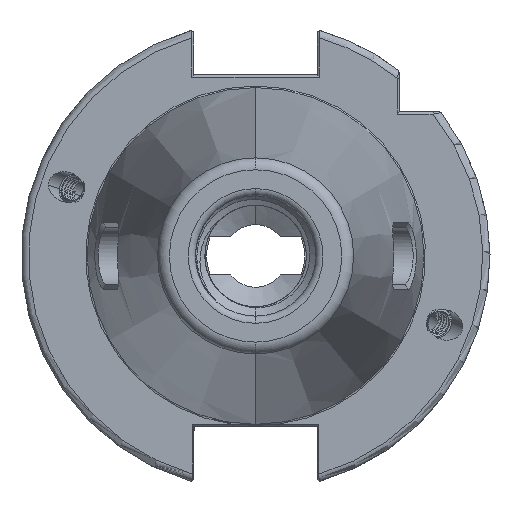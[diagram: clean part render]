
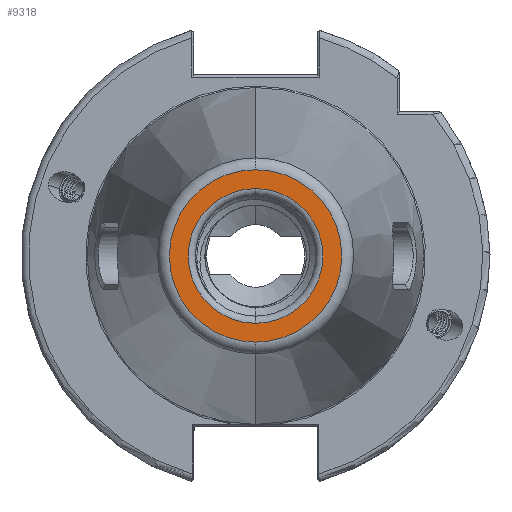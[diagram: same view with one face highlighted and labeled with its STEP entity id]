
A CAD part, left-side view. The second image highlights one B-rep face of the part: STEP entity #9318.
In plain terms, the highlighted planar face has unit normal (-1, 0, 0).
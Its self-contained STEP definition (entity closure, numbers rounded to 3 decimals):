
#1336 = EDGE_CURVE ( 'NONE', #14511, #18980, #2377, .T. ) ;
#1368 = EDGE_CURVE ( 'NONE', #14512, #19010, #2389, .T. ) ;
#1435 = EDGE_CURVE ( 'NONE', #19010, #14512, #2459, .T. ) ;
#2047 = CARTESIAN_POINT ( 'NONE',  ( -104.95, 0., 14.01 ) ) ;
#2070 = CARTESIAN_POINT ( 'NONE',  ( -104.95, 0., -17.925 ) ) ;
#2377 = CIRCLE ( 'NONE', #2708, 14.01 ) ;
#2389 = CIRCLE ( 'NONE', #2719, 17.925 ) ;
#2459 = CIRCLE ( 'NONE', #2777, 17.925 ) ;
#2708 = AXIS2_PLACEMENT_3D ( 'NONE', #20501, #20506, #20505 ) ;
#2719 = AXIS2_PLACEMENT_3D ( 'NONE', #20859, #20861, #20887 ) ;
#2777 = AXIS2_PLACEMENT_3D ( 'NONE', #19560, #19585, #19544 ) ;
#2971 = EDGE_CURVE ( 'NONE', #18980, #14511, #22245, .T. ) ;
#3621 = DIRECTION ( 'NONE',  ( 1., 0., 0. ) ) ;
#3638 = CARTESIAN_POINT ( 'NONE',  ( -104.95, 0., 0. ) ) ;
#3661 = DIRECTION ( 'NONE',  ( 0., 0., -1. ) ) ;
#9318 = ADVANCED_FACE ( 'NONE', ( #15037, #15046 ), #11447, .F. ) ;
#11424 = CARTESIAN_POINT ( 'NONE',  ( -104.95, 0., 0. ) ) ;
#11431 = DIRECTION ( 'NONE',  ( 0., 0., -1. ) ) ;
#11447 = PLANE ( 'NONE',  #14388 ) ;
#11448 = DIRECTION ( 'NONE',  ( 1., 0., 0. ) ) ;
#14388 = AXIS2_PLACEMENT_3D ( 'NONE', #11424, #11448, #11431 ) ;
#14470 = AXIS2_PLACEMENT_3D ( 'NONE', #3638, #3621, #3661 ) ;
#14511 = VERTEX_POINT ( 'NONE', #2047 ) ;
#14512 = VERTEX_POINT ( 'NONE', #2070 ) ;
#15037 = FACE_BOUND ( 'NONE', #15232, .T. ) ;
#15046 = FACE_OUTER_BOUND ( 'NONE', #15206, .T. ) ;
#15206 = EDGE_LOOP ( 'NONE', ( #15851, #15776 ) ) ;
#15232 = EDGE_LOOP ( 'NONE', ( #15864, #15798 ) ) ;
#15776 = ORIENTED_EDGE ( 'NONE', *, *, #1435, .T. ) ;
#15798 = ORIENTED_EDGE ( 'NONE', *, *, #1336, .T. ) ;
#15851 = ORIENTED_EDGE ( 'NONE', *, *, #1368, .T. ) ;
#15864 = ORIENTED_EDGE ( 'NONE', *, *, #2971, .T. ) ;
#18980 = VERTEX_POINT ( 'NONE', #21296 ) ;
#19010 = VERTEX_POINT ( 'NONE', #21345 ) ;
#19544 = DIRECTION ( 'NONE',  ( 0., 0., -1. ) ) ;
#19560 = CARTESIAN_POINT ( 'NONE',  ( -104.95, 0., 0. ) ) ;
#19585 = DIRECTION ( 'NONE',  ( -1., 0., 0. ) ) ;
#20501 = CARTESIAN_POINT ( 'NONE',  ( -104.95, 0., 0. ) ) ;
#20505 = DIRECTION ( 'NONE',  ( 0., 0., -1. ) ) ;
#20506 = DIRECTION ( 'NONE',  ( 1., 0., 0. ) ) ;
#20859 = CARTESIAN_POINT ( 'NONE',  ( -104.95, 0., 0. ) ) ;
#20861 = DIRECTION ( 'NONE',  ( -1., 0., 0. ) ) ;
#20887 = DIRECTION ( 'NONE',  ( 0., 0., -1. ) ) ;
#21296 = CARTESIAN_POINT ( 'NONE',  ( -104.95, 0., -14.01 ) ) ;
#21345 = CARTESIAN_POINT ( 'NONE',  ( -104.95, 0., 17.925 ) ) ;
#22245 = CIRCLE ( 'NONE', #14470, 14.01 ) ;
